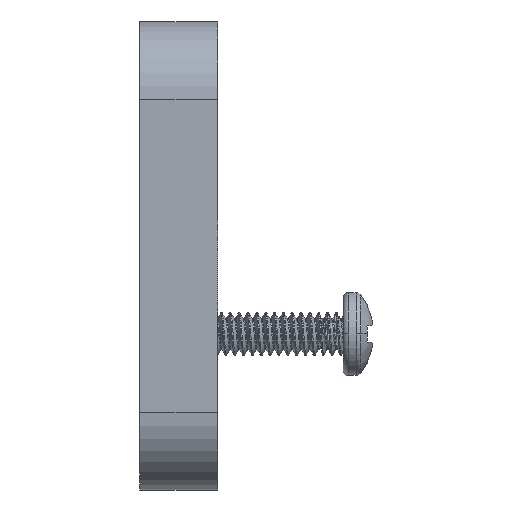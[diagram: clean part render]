
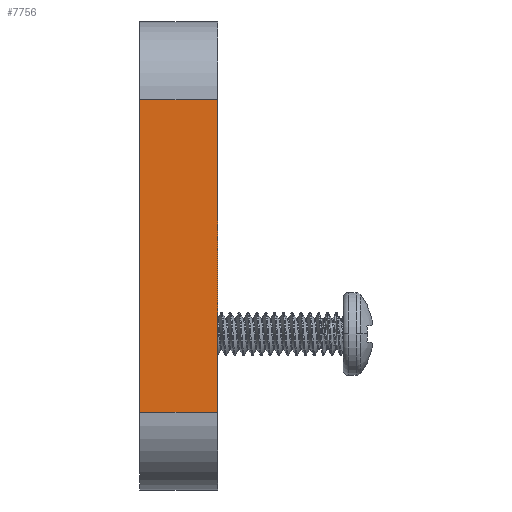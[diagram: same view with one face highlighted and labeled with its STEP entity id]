
A CAD part, front view. The second image highlights one B-rep face of the part: STEP entity #7756.
In plain terms, the highlighted planar face has unit normal (0, -1, 0).
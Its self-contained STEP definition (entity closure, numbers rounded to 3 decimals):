
#9 = ORIENTED_EDGE ( 'NONE', *, *, #4740, .F. ) ;
#18 = VECTOR ( 'NONE', #1470, 1000. ) ;
#227 = VECTOR ( 'NONE', #4565, 1000. ) ;
#540 = CARTESIAN_POINT ( 'NONE',  ( -12., 24., 8. ) ) ;
#753 = ORIENTED_EDGE ( 'NONE', *, *, #8060, .F. ) ;
#777 = LINE ( 'NONE', #8274, #1705 ) ;
#907 = EDGE_CURVE ( 'NONE', #8480, #6450, #777, .T. ) ;
#1134 = CARTESIAN_POINT ( 'NONE',  ( -16., 24., -8. ) ) ;
#1219 = ORIENTED_EDGE ( 'NONE', *, *, #907, .T. ) ;
#1311 = EDGE_CURVE ( 'NONE', #4198, #8785, #4218, .T. ) ;
#1470 = DIRECTION ( 'NONE',  ( 1., 0., 0. ) ) ;
#1531 = CARTESIAN_POINT ( 'NONE',  ( -12., 24., -8. ) ) ;
#1705 = VECTOR ( 'NONE', #7578, 1000. ) ;
#1769 = AXIS2_PLACEMENT_3D ( 'NONE', #3185, #4542, #7949 ) ;
#1843 = PLANE ( 'NONE',  #1769 ) ;
#2607 = ORIENTED_EDGE ( 'NONE', *, *, #1311, .T. ) ;
#3185 = CARTESIAN_POINT ( 'NONE',  ( 0., 24., 0. ) ) ;
#3338 = LINE ( 'NONE', #4178, #8462 ) ;
#4178 = CARTESIAN_POINT ( 'NONE',  ( -16., 24., -12. ) ) ;
#4185 = EDGE_LOOP ( 'NONE', ( #9, #1219, #753, #2607 ) ) ;
#4198 = VERTEX_POINT ( 'NONE', #1134 ) ;
#4218 = LINE ( 'NONE', #1531, #18 ) ;
#4542 = DIRECTION ( 'NONE',  ( 0., -1., 0. ) ) ;
#4565 = DIRECTION ( 'NONE',  ( 0., 0., -1. ) ) ;
#4740 = EDGE_CURVE ( 'NONE', #8480, #8785, #7318, .T. ) ;
#5464 = FACE_OUTER_BOUND ( 'NONE', #4185, .T. ) ;
#5641 = CARTESIAN_POINT ( 'NONE',  ( -16., 24., 8. ) ) ;
#6450 = VERTEX_POINT ( 'NONE', #5641 ) ;
#7035 = DIRECTION ( 'NONE',  ( 0., 0., 1. ) ) ;
#7318 = LINE ( 'NONE', #7977, #227 ) ;
#7578 = DIRECTION ( 'NONE',  ( -1., 0., 0. ) ) ;
#7756 = ADVANCED_FACE ( 'NONE', ( #5464 ), #1843, .T. ) ;
#7804 = CARTESIAN_POINT ( 'NONE',  ( -12., 24., -8. ) ) ;
#7949 = DIRECTION ( 'NONE',  ( 0., 0., -1. ) ) ;
#7977 = CARTESIAN_POINT ( 'NONE',  ( -12., 24., -12. ) ) ;
#8060 = EDGE_CURVE ( 'NONE', #4198, #6450, #3338, .T. ) ;
#8274 = CARTESIAN_POINT ( 'NONE',  ( -16., 24., 8. ) ) ;
#8462 = VECTOR ( 'NONE', #7035, 1000. ) ;
#8480 = VERTEX_POINT ( 'NONE', #540 ) ;
#8785 = VERTEX_POINT ( 'NONE', #7804 ) ;
